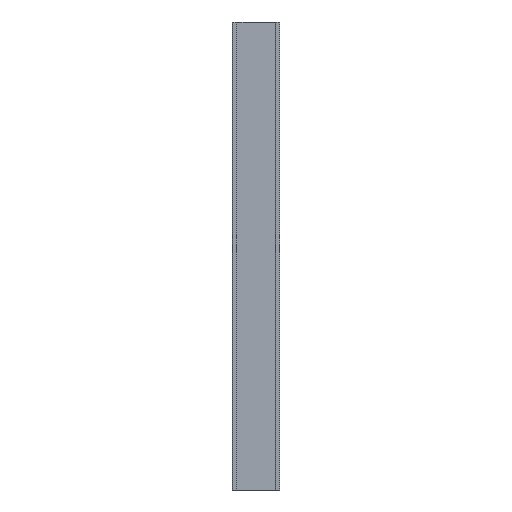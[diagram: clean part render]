
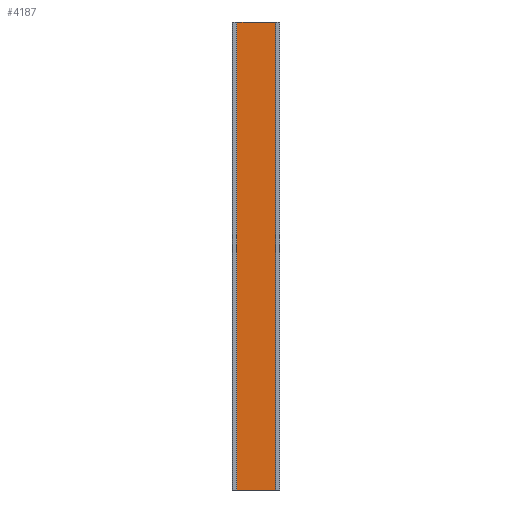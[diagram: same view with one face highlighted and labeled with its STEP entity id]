
A CAD part, left-side view. The second image highlights one B-rep face of the part: STEP entity #4187.
In plain terms, the highlighted planar face has unit normal (-1, 0, 0).
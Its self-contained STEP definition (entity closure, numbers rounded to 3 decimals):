
#71=DIRECTION('',(0.,0.,-1.));
#72=VECTOR('',#71,250.);
#73=CARTESIAN_POINT('',(-5.316,-70.987,181.835));
#74=LINE('',#73,#72);
#1345=DIRECTION('',(0.,1.,0.));
#1346=VECTOR('',#1345,21.8);
#1347=CARTESIAN_POINT('',(-5.312,-92.787,
-68.165));
#1348=LINE('',#1347,#1346);
#1352=DIRECTION('',(0.,0.,1.));
#1353=VECTOR('',#1352,250.);
#1354=CARTESIAN_POINT('',(-5.312,-92.787,
-68.165));
#1355=LINE('',#1354,#1353);
#1683=DIRECTION('',(0.,-1.,0.));
#1684=VECTOR('',#1683,21.8);
#1685=CARTESIAN_POINT('',(-5.316,-70.987,
181.835));
#1686=LINE('',#1685,#1684);
#2932=CARTESIAN_POINT('',(-5.312,-92.787,
-68.165));
#2933=VERTEX_POINT('',#2932);
#2934=CARTESIAN_POINT('',(-5.312,-70.987,
-68.165));
#2935=VERTEX_POINT('',#2934);
#3063=CARTESIAN_POINT('',(-5.316,-70.987,
181.835));
#3064=VERTEX_POINT('',#3063);
#3099=CARTESIAN_POINT('',(-5.319,-92.787,
181.835));
#3100=VERTEX_POINT('',#3099);
#4174=CARTESIAN_POINT('',(-5.319,-71.687,
106.835));
#4175=DIRECTION('',(1.,0.,0.));
#4176=DIRECTION('',(0.,0.,1.));
#4177=AXIS2_PLACEMENT_3D('',#4174,#4175,#4176);
#4178=PLANE('',#4177);
#4180=ORIENTED_EDGE('',*,*,#4179,.F.);
#4181=ORIENTED_EDGE('',*,*,#3493,.T.);
#4182=ORIENTED_EDGE('',*,*,#3188,.F.);
#4184=ORIENTED_EDGE('',*,*,#4183,.T.);
#4185=EDGE_LOOP('',(#4180,#4181,#4182,#4184));
#4186=FACE_OUTER_BOUND('',#4185,.F.);
#4187=ADVANCED_FACE('',(#4186),#4178,.F.);
#3188=EDGE_CURVE('',#3064,#2935,#74,.T.);
#3493=EDGE_CURVE('',#2933,#2935,#1348,.T.);
#4179=EDGE_CURVE('',#2933,#3100,#1355,.T.);
#4183=EDGE_CURVE('',#3064,#3100,#1686,.T.);
